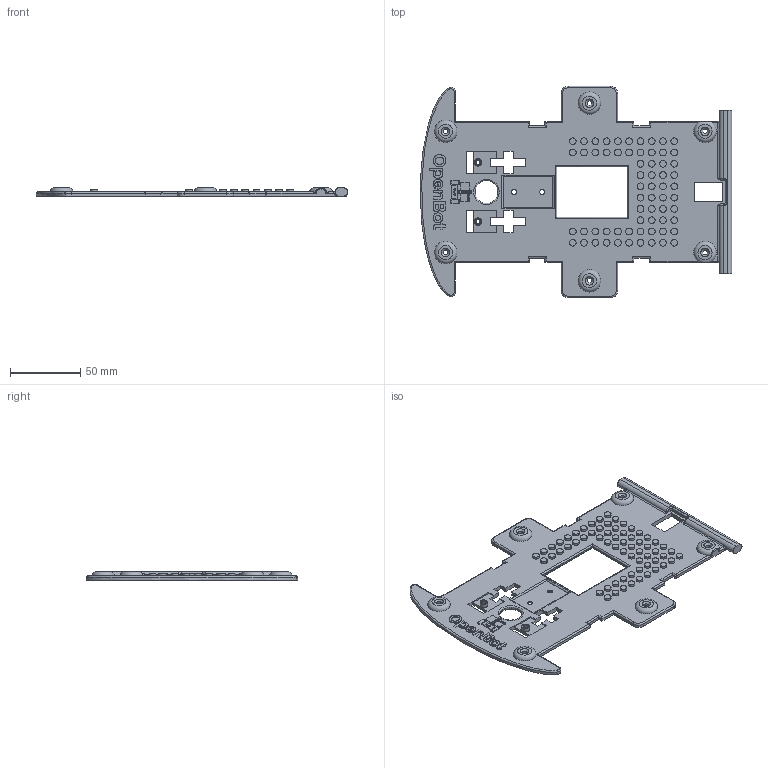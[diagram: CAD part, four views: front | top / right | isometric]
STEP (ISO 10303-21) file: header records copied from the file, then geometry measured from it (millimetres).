
FILE_DESCRIPTION(/* description */ (''),/* implementation_level */ '2;1');
FILE_NAME(/* name */ 'block_body_top_lego.step',/* time_stamp */ '2023-04-05T19:02:10+02:00',/* author */ (''),/* organization */ (''),/* preprocessor_version */ 'ST-DEVELOPER v19.2',/* originating_system */ 'Autodesk Translation Framework v12.4.0.73',/* authorisation */ '');
FILE_SCHEMA (('AUTOMOTIVE_DESIGN { 1 0 10303 214 3 1 1 }'));
Length unit declared in the file: millimetre
Products named in the file (1): Openbot_Top.f3d
Bounding box: 221 x 150 x 6 mm (x, y, z)
Volume: 68486 mm3; surface area: 50465.8 mm2
Topology: 1 solids, 1 shells, 712 faces, 1772 edges, 1160 vertices
Faces by surface type: plane 292, bspline 237, cylinder 143, torus 30, cone 8, sphere 2
Full cylindrical faces by diameter (mm): 2.8 x2, 3.4 x6, 3.5 x2, 4.8 x64, 5.4 x2, 12.2 x6, 16 x1
Entity records: 22521 total; most frequent: CARTESIAN_POINT 7511, ORIENTED_EDGE 3544, DIRECTION 2559, EDGE_CURVE 1772, VERTEX_POINT 1160, LINE 955, VECTOR 955, EDGE_LOOP 844
